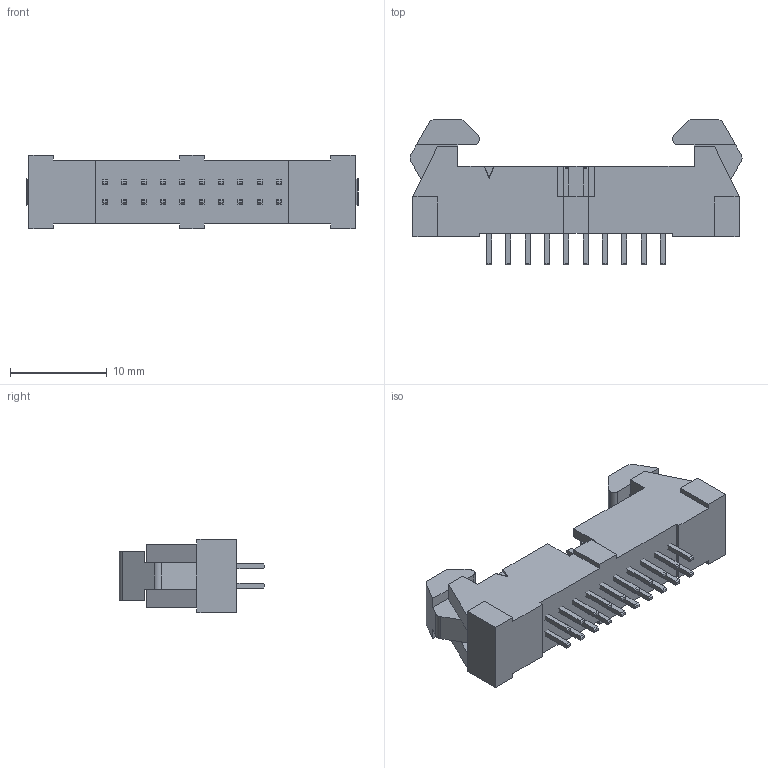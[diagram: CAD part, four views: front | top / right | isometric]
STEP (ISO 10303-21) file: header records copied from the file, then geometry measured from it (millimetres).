
FILE_DESCRIPTION(/* description */ ('STEP AP214'),/* implementation_level */ '2;1');
FILE_NAME(/* name */ 'EHT-110-01-F-D',/* time_stamp */ '2023-03-22T00:45:42+01:00',/* author */ ('License CC BY-ND 4.0'),/* organization */ ('CADENAS'),/* preprocessor_version */ 'ST-DEVELOPER v19.3',/* originating_system */ 'PARTsolutions',/* authorisation */ ' ');
FILE_SCHEMA (('AUTOMOTIVE_DESIGN {1 0 10303 214 3 1 1}'));
Length unit declared in the file: inch
Products named in the file (4): EHT-110-01-F-D; C-95-01-10-D-; EHT-First_Position_Indicator; EHT-110-01-D_header
Assembly tree (3 placements, depth 2):
  EHT-110-01-F-D
    C-95-01-10-D-
    EHT-First_Position_Indicator
    EHT-110-01-D_header
Bounding box: 34.38 x 15.09 x 7.62 mm (x, y, z)
Volume: 1534 mm3; surface area: 2052.6 mm2
Topology: 3 solids, 3 shells, 339 faces, 983 edges, 650 vertices
Faces by surface type: plane 331, cylinder 8
Entity records: 11030 total; most frequent: CARTESIAN_POINT 1976, ORIENTED_EDGE 1966, DIRECTION 1685, EDGE_CURVE 983, LINE 967, VECTOR 967, VERTEX_POINT 650, AXIS2_PLACEMENT_3D 359
